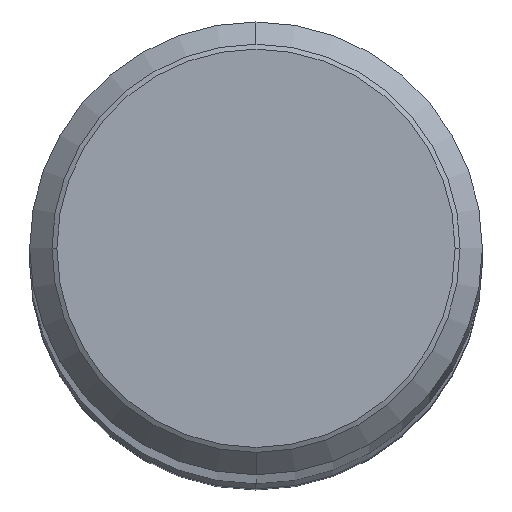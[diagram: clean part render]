
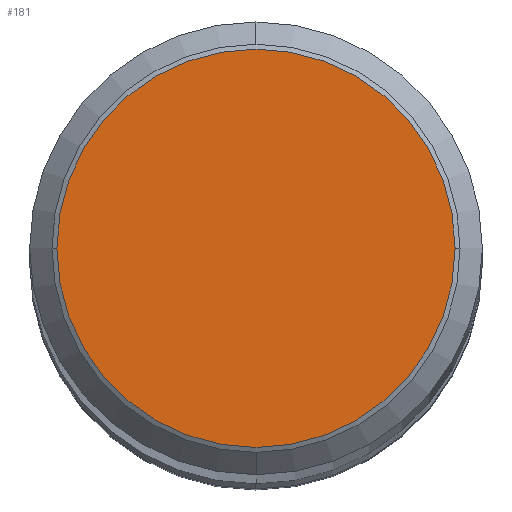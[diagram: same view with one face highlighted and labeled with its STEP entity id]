
A CAD part, top view. The second image highlights one B-rep face of the part: STEP entity #181.
In plain terms, the highlighted planar face has unit normal (0, 0, 1).
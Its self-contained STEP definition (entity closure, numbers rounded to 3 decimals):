
#167=EDGE_CURVE('',#191,#211,#366,.T.);
#177=EDGE_CURVE('',#211,#191,#376,.T.);
#181=ADVANCED_FACE('',(#381),#382,.T.);
#191=VERTEX_POINT('',#392);
#211=VERTEX_POINT('',#413);
#366=CIRCLE('',#582,15.835);
#376=CIRCLE('',#600,15.835);
#381=FACE_OUTER_BOUND('',#605,.T.);
#382=PLANE('',#606);
#392=CARTESIAN_POINT('',(15.835,0.,651.0));
#413=CARTESIAN_POINT('',(-15.835,0.,651.0));
#582=AXIS2_PLACEMENT_3D('',#865,#866,#867);
#600=AXIS2_PLACEMENT_3D('',#874,#875,#876);
#605=EDGE_LOOP('',(#887,#888));
#606=AXIS2_PLACEMENT_3D('',#889,#890,#891);
#865=CARTESIAN_POINT('',(0.,0.0,651.0));
#866=DIRECTION('',(0.0,0.0,1.0));
#867=DIRECTION('',(-1.0,0.,0.0));
#874=CARTESIAN_POINT('',(0.,0.0,651.0));
#875=DIRECTION('',(0.0,0.0,1.0));
#876=DIRECTION('',(-1.0,0.,0.0));
#887=ORIENTED_EDGE('',*,*,#177,.T.);
#888=ORIENTED_EDGE('',*,*,#167,.T.);
#889=CARTESIAN_POINT('',(0.,-8.,651.0));
#890=DIRECTION('',(0.0,0.0,1.0));
#891=DIRECTION('',(0.,-1.0,0.0));
